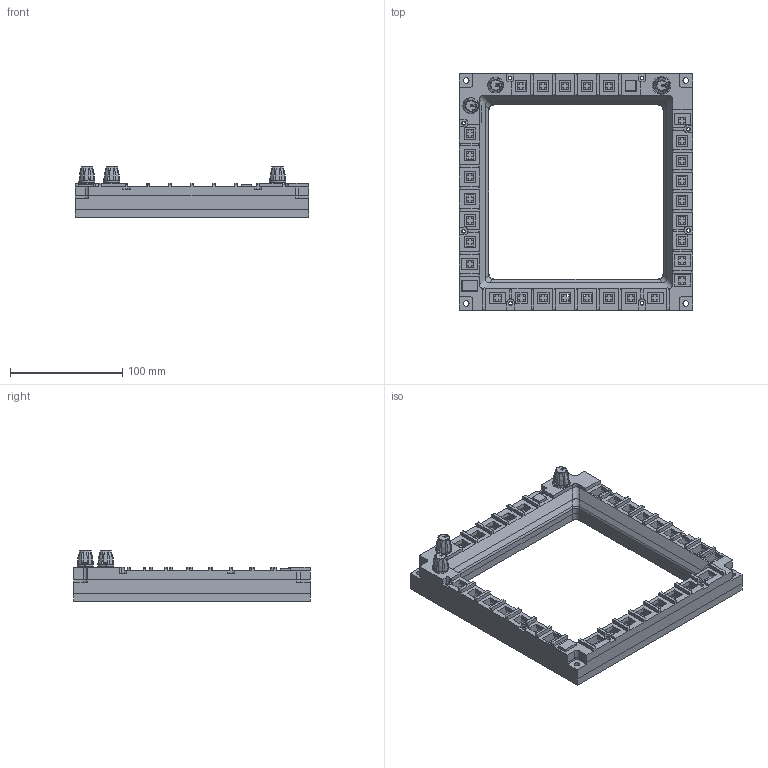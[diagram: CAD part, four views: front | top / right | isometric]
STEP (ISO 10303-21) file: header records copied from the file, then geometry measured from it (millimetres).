
FILE_DESCRIPTION(/* description */ (''),/* implementation_level */ '2;1');
FILE_NAME(/* name */ 'ah-64d mfd v17.step',/* time_stamp */ '2022-04-06T15:05:02-04:00',/* author */ (''),/* organization */ (''),/* preprocessor_version */ 'ST-DEVELOPER v18.1',/* originating_system */ 'Autodesk Translation Framework v10.10.0.1391',/* authorisation */ '');
FILE_SCHEMA (('AUTOMOTIVE_DESIGN { 1 0 10303 214 3 1 1 }'));
Length unit declared in the file: millimetre
Products named in the file (2): ah-64d mfd; ah-64 knob v4
Assembly tree (3 placements, depth 2):
  ah-64d mfd
    ah-64 knob v4  x3
Bounding box: 207.5 x 210.5 x 45 mm (x, y, z)
Volume: 308368.7 mm3; surface area: 195350.3 mm2
Topology: 17 solids, 17 shells, 1592 faces, 4758 edges, 3107 vertices
Faces by surface type: plane 1196, cylinder 218, torus 108, bspline 66, cone 4
Full cylindrical faces by diameter (mm): 2.7 x6, 3 x8, 3.5 x16, 5 x12, 6.5 x6, 7.5 x2, 10 x1, 13 x2, 14 x6, 16 x1, 17.5 x1
Entity records: 48367 total; most frequent: CARTESIAN_POINT 9690, ORIENTED_EDGE 8432, DIRECTION 7347, EDGE_CURVE 4216, LINE 3587, VECTOR 3587, VERTEX_POINT 2767, AXIS2_PLACEMENT_3D 1880
